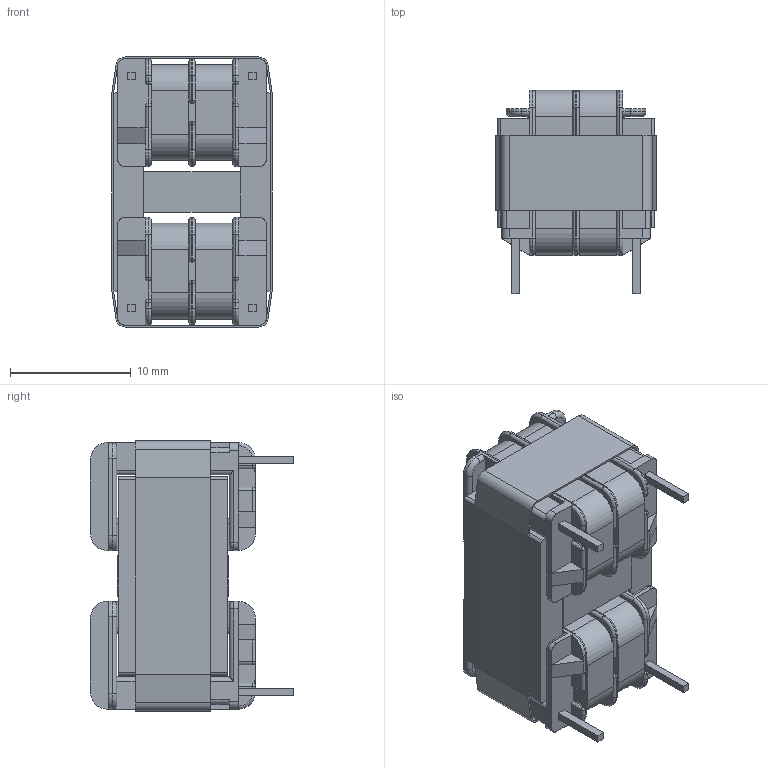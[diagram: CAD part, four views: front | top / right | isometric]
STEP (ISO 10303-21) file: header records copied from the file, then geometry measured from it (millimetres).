
FILE_DESCRIPTION (( 'STEP AP214' ), '1' );
FILE_NAME ('EE165-6300-1574.STEP', '2020-04-16T19:28:50', ( '' ), ( '' ), 'SwSTEP 2.0', 'SolidWorks 2017', '' );
FILE_SCHEMA (( 'AUTOMOTIVE_DESIGN' ));
Length unit declared in the file: millimetre
Products named in the file (6): 440-9985-1574; 440-9988-6300-1574; EE165-6300-1574; 070-6300_6A; 150-1574_6D; EE165-6300
Assembly tree (10 placements, depth 2):
  EE165-6300-1574
    070-6300_6A  x2
    150-1574_6D  x2
    EE165-6300  x4
    440-9985-1574
    440-9988-6300-1574
Bounding box: 13.3 x 16.84 x 22.37 mm (x, y, z)
Volume: 2867.4 mm3; surface area: 6186.2 mm2
Topology: 10 solids, 10 shells, 580 faces, 1480 edges, 888 vertices
Faces by surface type: plane 256, cylinder 236, torus 56, sphere 32
Entity records: 8972 total; most frequent: DIRECTION 1560, CARTESIAN_POINT 1527, ORIENTED_EDGE 1448, EDGE_CURVE 724, AXIS2_PLACEMENT_3D 547, VECTOR 466, LINE 466, VERTEX_POINT 444
